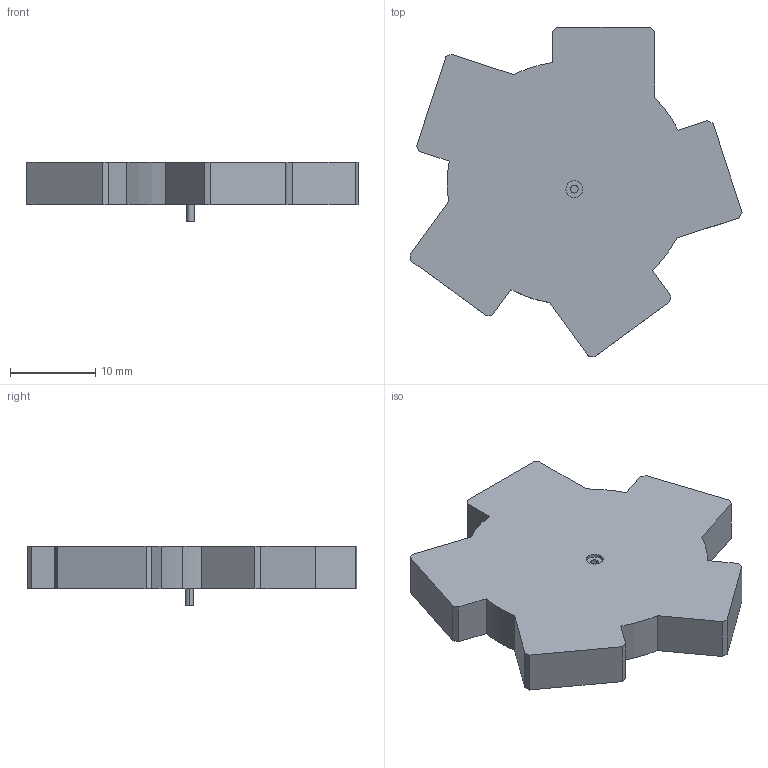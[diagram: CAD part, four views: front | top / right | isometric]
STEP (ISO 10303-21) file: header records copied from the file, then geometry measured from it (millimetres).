
FILE_DESCRIPTION (( 'STEP AP214' ), '1' );
FILE_NAME ('testio1.STEP', '2021-06-07T11:05:14', ( '' ), ( '' ), 'SwSTEP 2.0', 'SolidWorks 2020', '' );
FILE_SCHEMA (( 'AUTOMOTIVE_DESIGN' ));
Length unit declared in the file: millimetre
Products named in the file (1): testio1
Bounding box: 38.89 x 38.64 x 7 mm (x, y, z)
Volume: 4700.3 mm3; surface area: 2615.3 mm2
Topology: 2 solids, 2 shells, 42 faces, 111 edges, 74 vertices
Faces by surface type: plane 30, cylinder 12
Entity records: 1346 total; most frequent: CARTESIAN_POINT 228, ORIENTED_EDGE 222, DIRECTION 221, EDGE_CURVE 111, VECTOR 87, LINE 87, VERTEX_POINT 74, AXIS2_PLACEMENT_3D 67
